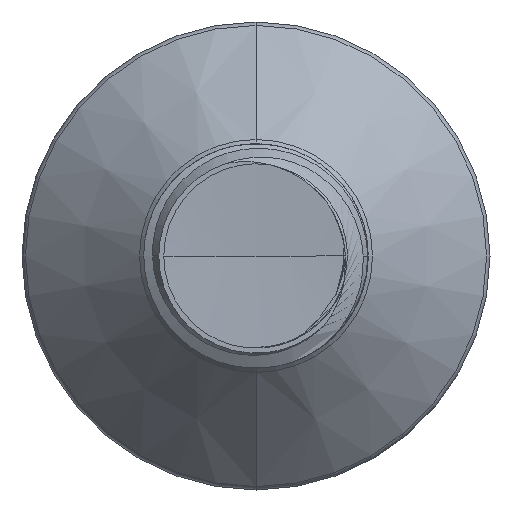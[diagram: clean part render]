
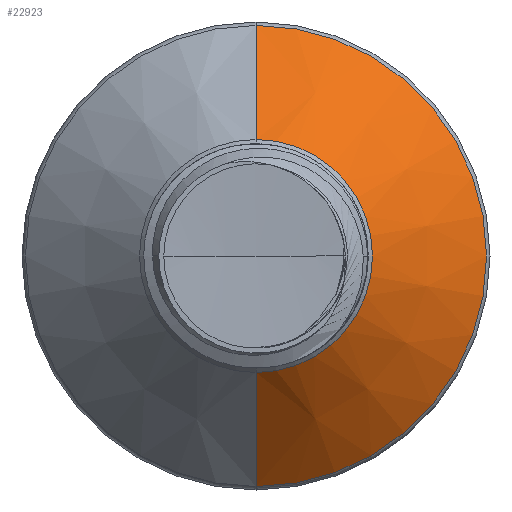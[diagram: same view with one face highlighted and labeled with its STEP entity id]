
A CAD part, front view. The second image highlights one B-rep face of the part: STEP entity #22923.
In plain terms, the highlighted conical face has half-angle 45 degrees and reference radius 1.817 mm.
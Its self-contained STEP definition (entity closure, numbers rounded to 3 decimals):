
#545 = AXIS2_PLACEMENT_3D ( 'NONE', #10331, #31223, #13425 ) ;
#1180 = CIRCLE ( 'NONE', #9430, 1.817 ) ;
#3197 = DIRECTION ( 'NONE',  ( 0., 1., 0. ) ) ;
#4763 = EDGE_CURVE ( 'NONE', #34132, #16074, #23112, .T. ) ;
#4963 = CARTESIAN_POINT ( 'NONE',  ( 0., 15.718, 3.596 ) ) ;
#5335 = EDGE_LOOP ( 'NONE', ( #33093, #37975, #15393, #11375 ) ) ;
#6264 = EDGE_CURVE ( 'NONE', #6487, #34132, #1180, .T. ) ;
#6487 = VERTEX_POINT ( 'NONE', #10950 ) ;
#9284 = DIRECTION ( 'NONE',  ( 0., 0., 1. ) ) ;
#9430 = AXIS2_PLACEMENT_3D ( 'NONE', #12313, #12217, #12181 ) ;
#10331 = CARTESIAN_POINT ( 'NONE',  ( 0., 15.718, 0. ) ) ;
#10950 = CARTESIAN_POINT ( 'NONE',  ( 0., 13.939, 1.817 ) ) ;
#11027 = LINE ( 'NONE', #35746, #32806 ) ;
#11375 = ORIENTED_EDGE ( 'NONE', *, *, #22926, .F. ) ;
#12181 = DIRECTION ( 'NONE',  ( 0., 0., 1. ) ) ;
#12217 = DIRECTION ( 'NONE',  ( 0., 1., 0. ) ) ;
#12313 = CARTESIAN_POINT ( 'NONE',  ( 0., 13.939, 0. ) ) ;
#13348 = CIRCLE ( 'NONE', #545, 3.596 ) ;
#13425 = DIRECTION ( 'NONE',  ( 0., 0., 1. ) ) ;
#15393 = ORIENTED_EDGE ( 'NONE', *, *, #32078, .F. ) ;
#16074 = VERTEX_POINT ( 'NONE', #23958 ) ;
#17191 = CONICAL_SURFACE ( 'NONE', #22098, 1.817, 0.785 ) ;
#18125 = FACE_OUTER_BOUND ( 'NONE', #5335, .T. ) ;
#18501 = DIRECTION ( 'NONE',  ( 0., 0.707, 0.707 ) ) ;
#22098 = AXIS2_PLACEMENT_3D ( 'NONE', #27397, #3197, #9284 ) ;
#22923 = ADVANCED_FACE ( 'NONE', ( #18125 ), #17191, .T. ) ;
#22926 = EDGE_CURVE ( 'NONE', #6487, #26085, #11027, .T. ) ;
#23112 = LINE ( 'NONE', #32147, #29007 ) ;
#23958 = CARTESIAN_POINT ( 'NONE',  ( 0., 15.718, -3.596 ) ) ;
#26085 = VERTEX_POINT ( 'NONE', #4963 ) ;
#27397 = CARTESIAN_POINT ( 'NONE',  ( 0., 13.939, 0. ) ) ;
#29007 = VECTOR ( 'NONE', #32186, 1000. ) ;
#31223 = DIRECTION ( 'NONE',  ( 0., 1., 0. ) ) ;
#32078 = EDGE_CURVE ( 'NONE', #26085, #16074, #13348, .T. ) ;
#32147 = CARTESIAN_POINT ( 'NONE',  ( 0., 13.939, -1.817 ) ) ;
#32186 = DIRECTION ( 'NONE',  ( 0., 0.707, -0.707 ) ) ;
#32806 = VECTOR ( 'NONE', #18501, 1000. ) ;
#33093 = ORIENTED_EDGE ( 'NONE', *, *, #6264, .T. ) ;
#34132 = VERTEX_POINT ( 'NONE', #34594 ) ;
#34594 = CARTESIAN_POINT ( 'NONE',  ( 0., 13.939, -1.817 ) ) ;
#35746 = CARTESIAN_POINT ( 'NONE',  ( 0., 13.939, 1.817 ) ) ;
#37975 = ORIENTED_EDGE ( 'NONE', *, *, #4763, .T. ) ;
